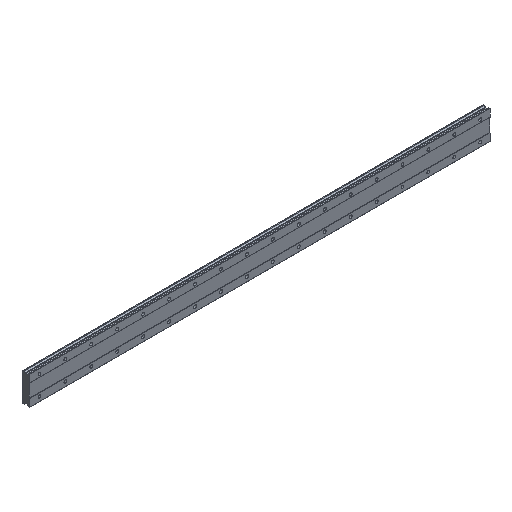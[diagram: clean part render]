
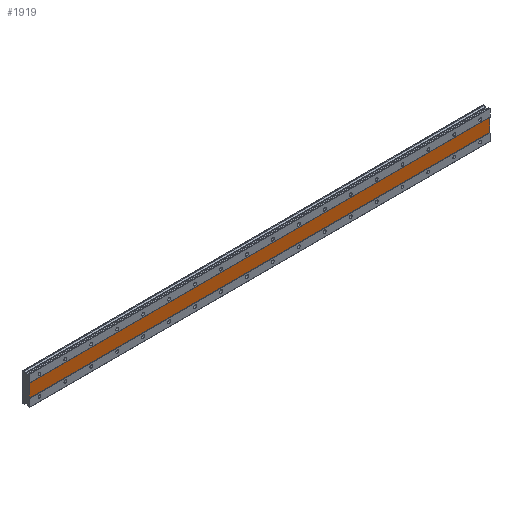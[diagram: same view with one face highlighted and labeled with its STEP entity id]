
A CAD part, isometric view. The second image highlights one B-rep face of the part: STEP entity #1919.
In plain terms, the highlighted planar face has unit normal (0, -1, 0).
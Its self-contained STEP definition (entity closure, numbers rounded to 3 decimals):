
#217 = VECTOR ( 'NONE', #5324, 1000. ) ;
#279 = CARTESIAN_POINT ( 'NONE',  ( 1390., 1., 20. ) ) ;
#898 = VERTEX_POINT ( 'NONE', #2903 ) ;
#901 = DIRECTION ( 'NONE',  ( 0., 0., -1. ) ) ;
#913 = ORIENTED_EDGE ( 'NONE', *, *, #5728, .F. ) ;
#939 = VECTOR ( 'NONE', #1340, 1000. ) ;
#964 = EDGE_CURVE ( 'NONE', #5651, #898, #3599, .T. ) ;
#1026 = CARTESIAN_POINT ( 'NONE',  ( -30., 1., -20. ) ) ;
#1085 = ORIENTED_EDGE ( 'NONE', *, *, #1547, .F. ) ;
#1340 = DIRECTION ( 'NONE',  ( 1., 0., 0. ) ) ;
#1519 = ORIENTED_EDGE ( 'NONE', *, *, #1790, .F. ) ;
#1542 = AXIS2_PLACEMENT_3D ( 'NONE', #3696, #1662, #1691 ) ;
#1547 = EDGE_CURVE ( 'NONE', #898, #5505, #5589, .T. ) ;
#1563 = DIRECTION ( 'NONE',  ( 0., 0., 1. ) ) ;
#1662 = DIRECTION ( 'NONE',  ( 0., 1., 0. ) ) ;
#1691 = DIRECTION ( 'NONE',  ( 0., 0., 1. ) ) ;
#1790 = EDGE_CURVE ( 'NONE', #5505, #5374, #4442, .T. ) ;
#1919 = ADVANCED_FACE ( 'NONE', ( #3754 ), #2192, .F. ) ;
#2192 = PLANE ( 'NONE',  #1542 ) ;
#2414 = ORIENTED_EDGE ( 'NONE', *, *, #964, .F. ) ;
#2522 = CARTESIAN_POINT ( 'NONE',  ( -30., 1., 20. ) ) ;
#2831 = LINE ( 'NONE', #4389, #939 ) ;
#2903 = CARTESIAN_POINT ( 'NONE',  ( 1390., 1., -20. ) ) ;
#2912 = EDGE_LOOP ( 'NONE', ( #1085, #2414, #913, #1519 ) ) ;
#3056 = VECTOR ( 'NONE', #901, 1000. ) ;
#3599 = LINE ( 'NONE', #6579, #3056 ) ;
#3696 = CARTESIAN_POINT ( 'NONE',  ( 1390., 1., 20. ) ) ;
#3754 = FACE_OUTER_BOUND ( 'NONE', #2912, .T. ) ;
#4389 = CARTESIAN_POINT ( 'NONE',  ( 1390., 1., 20. ) ) ;
#4442 = LINE ( 'NONE', #5638, #5210 ) ;
#4841 = CARTESIAN_POINT ( 'NONE',  ( 1390., 1., -20. ) ) ;
#5210 = VECTOR ( 'NONE', #1563, 1000. ) ;
#5324 = DIRECTION ( 'NONE',  ( -1., 0., 0. ) ) ;
#5374 = VERTEX_POINT ( 'NONE', #2522 ) ;
#5505 = VERTEX_POINT ( 'NONE', #1026 ) ;
#5589 = LINE ( 'NONE', #4841, #217 ) ;
#5638 = CARTESIAN_POINT ( 'NONE',  ( -30., 1., 20. ) ) ;
#5651 = VERTEX_POINT ( 'NONE', #279 ) ;
#5728 = EDGE_CURVE ( 'NONE', #5374, #5651, #2831, .T. ) ;
#6579 = CARTESIAN_POINT ( 'NONE',  ( 1390., 1., 20. ) ) ;
